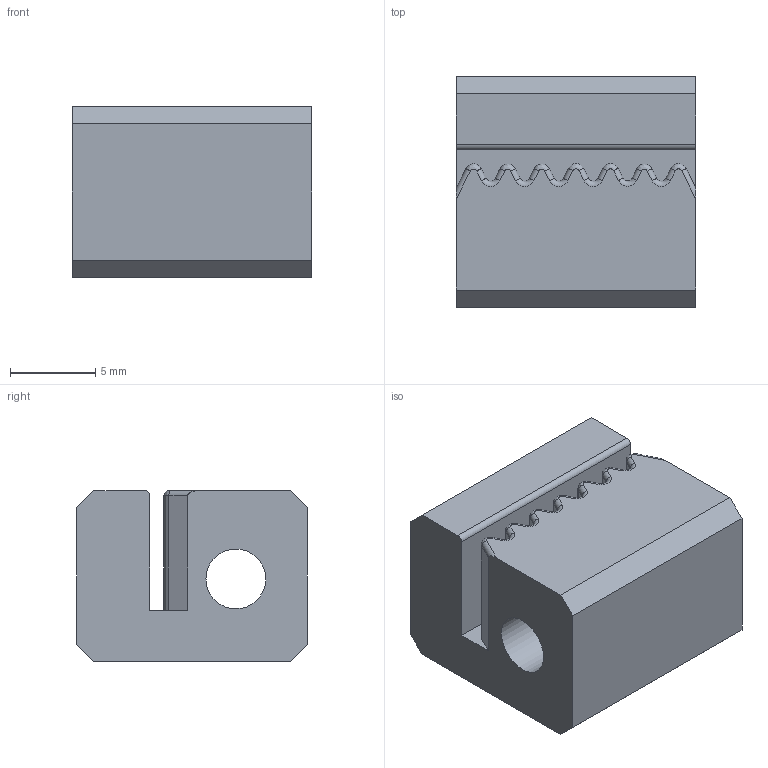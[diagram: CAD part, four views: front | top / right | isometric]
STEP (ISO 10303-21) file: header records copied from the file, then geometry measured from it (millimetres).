
FILE_DESCRIPTION(/* description */ (''),/* implementation_level */ '2;1');
FILE_NAME(/* name */ 'Belt_Retainer_Clip v1.step',/* time_stamp */ '2020-09-04T10:07:33+01:00',/* author */ (''),/* organization */ (''),/* preprocessor_version */ 'ST-DEVELOPER v18.1',/* originating_system */ 'Autodesk Translation Framework v9.3.0.1241',/* authorisation */ '');
FILE_SCHEMA (('AUTOMOTIVE_DESIGN { 1 0 10303 214 3 1 1 }'));
Length unit declared in the file: millimetre
Products named in the file (1): Belt_Retainer_Clip
Bounding box: 14 x 13.5 x 10 mm (x, y, z)
Volume: 1599.4 mm3; surface area: 1241.3 mm2
Topology: 1 solids, 1 shells, 69 faces, 175 edges, 108 vertices
Faces by surface type: cylinder 29, plane 27, bspline 7, torus 6
Full cylindrical faces by diameter (mm): 3.5 x1
Entity records: 2179 total; most frequent: CARTESIAN_POINT 451, DIRECTION 372, ORIENTED_EDGE 350, EDGE_CURVE 175, AXIS2_PLACEMENT_3D 134, VERTEX_POINT 108, LINE 104, VECTOR 104
